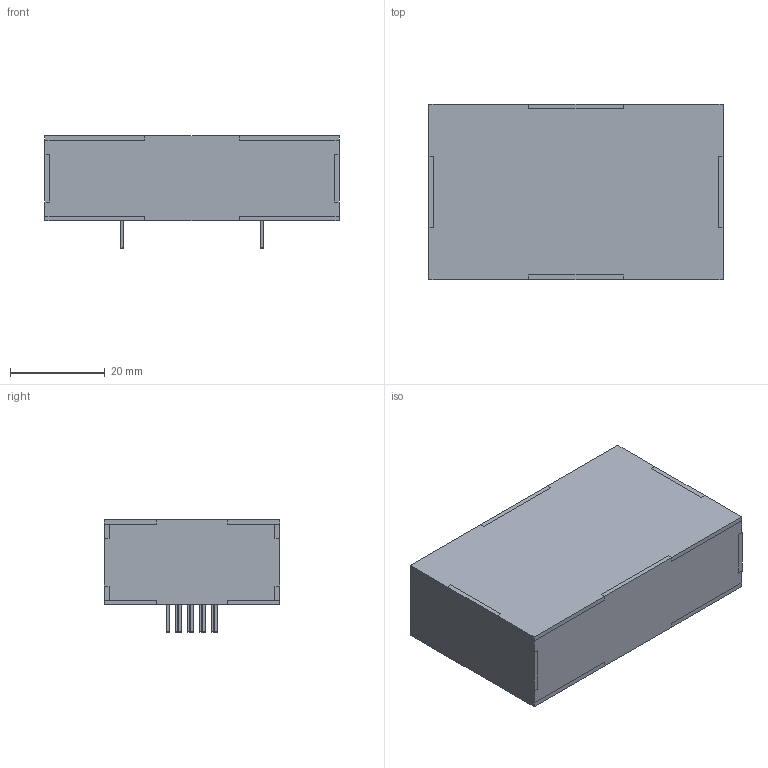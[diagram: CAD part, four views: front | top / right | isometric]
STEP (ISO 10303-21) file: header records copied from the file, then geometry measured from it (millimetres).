
FILE_DESCRIPTION(/* description */ (''),/* implementation_level */ '2;1');
FILE_NAME(/* name */ 'Air Box.step',/* time_stamp */ '2020-10-28T15:38:42+11:00',/* author */ (''),/* organization */ (''),/* preprocessor_version */ 'ST-DEVELOPER v18.1',/* originating_system */ 'Autodesk Translation Framework v9.3.0.1241',/* authorisation */ '');
FILE_SCHEMA (('AUTOMOTIVE_DESIGN { 1 0 10303 214 3 1 1 }'));
Length unit declared in the file: millimetre
Products named in the file (9): Air Box; MHZ19B; pins; spacer; MHZ19B_1; Base; Long Sides; Short Sides; Lid
Assembly tree (8 placements, depth 4):
  Air Box
    MHZ19B
      pins
        spacer
      MHZ19B_1
    Base
    Long Sides
    Short Sides
    Lid
Bounding box: 62 x 37 x 23.78 mm (x, y, z)
Volume: 12358.1 mm3; surface area: 18944.6 mm2
Topology: 18 solids, 18 shells, 394 faces, 980 edges, 627 vertices
Faces by surface type: plane 247, cylinder 144, sphere 2, cone 1
Full cylindrical faces by diameter (mm): 0.8 x8, 0.9 x10, 1 x9
Entity records: 11989 total; most frequent: DIRECTION 2022, CARTESIAN_POINT 2019, ORIENTED_EDGE 1960, EDGE_CURVE 980, LINE 762, VECTOR 762, AXIS2_PLACEMENT_3D 630, VERTEX_POINT 627
